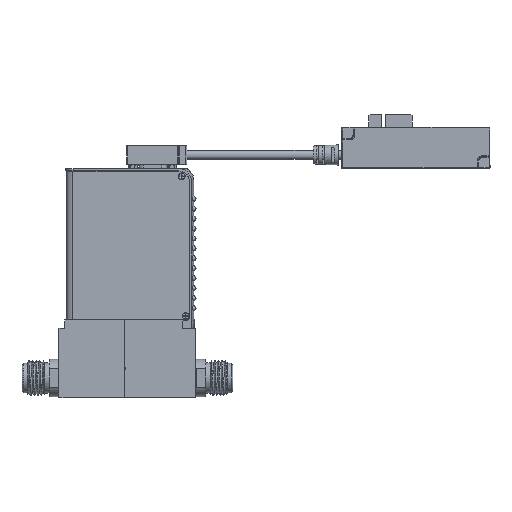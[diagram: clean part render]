
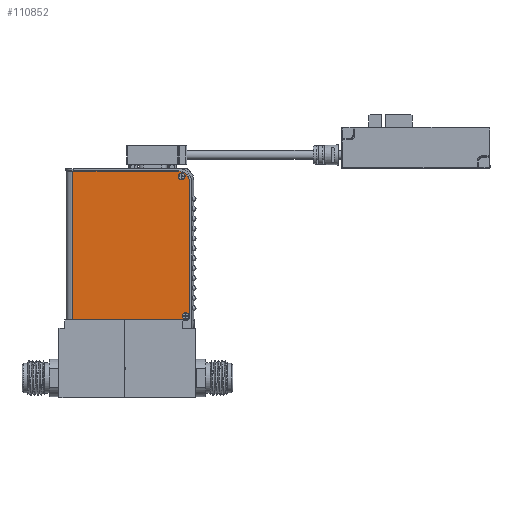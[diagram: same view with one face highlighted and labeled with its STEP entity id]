
A CAD part, left-side view. The second image highlights one B-rep face of the part: STEP entity #110852.
In plain terms, the highlighted planar face has unit normal (-1, 0, 0).
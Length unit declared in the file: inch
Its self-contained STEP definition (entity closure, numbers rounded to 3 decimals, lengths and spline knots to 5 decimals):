
#350 = DIRECTION ( 'NONE',  ( 0., 0., 1. ) ) ;
#717 = ORIENTED_EDGE ( 'NONE', *, *, #138027, .T. ) ;
#3051 = CARTESIAN_POINT ( 'NONE',  ( 0.18, 0.15259, 5.646 ) ) ;
#3516 = CARTESIAN_POINT ( 'NONE',  ( 0.18, 0.23259, 5.419 ) ) ;
#4085 = VERTEX_POINT ( 'NONE', #87009 ) ;
#8395 = DIRECTION ( 'NONE',  ( 0., 1., 0. ) ) ;
#10404 = ORIENTED_EDGE ( 'NONE', *, *, #62410, .F. ) ;
#10708 = VERTEX_POINT ( 'NONE', #54545 ) ;
#16632 = DIRECTION ( 'NONE',  ( 0., 1., 0. ) ) ;
#19000 = DIRECTION ( 'NONE',  ( 0., 1., 0. ) ) ;
#19066 = CARTESIAN_POINT ( 'NONE',  ( 0.18, 2.88159, 5.689 ) ) ;
#21180 = CARTESIAN_POINT ( 'NONE',  ( 0.18, 0.02559, 2.021 ) ) ;
#23631 = VECTOR ( 'NONE', #95247, 39.37008 ) ;
#23760 = DIRECTION ( 'NONE',  ( -1., 0., 0. ) ) ;
#25264 = DIRECTION ( 'NONE',  ( -1., 0., 0. ) ) ;
#25785 = EDGE_CURVE ( 'NONE', #126640, #96176, #128122, .T. ) ;
#26024 = AXIS2_PLACEMENT_3D ( 'NONE', #107067, #41185, #96836 ) ;
#26573 = ORIENTED_EDGE ( 'NONE', *, *, #142153, .F. ) ;
#28135 = CIRCLE ( 'NONE', #39881, 0.086 ) ;
#29131 = AXIS2_PLACEMENT_3D ( 'NONE', #58266, #25264, #350 ) ;
#31632 = DIRECTION ( 'NONE',  ( 0., 0., -1. ) ) ;
#32646 = CARTESIAN_POINT ( 'NONE',  ( 0.18, 0.15259, 5.56 ) ) ;
#33775 = CARTESIAN_POINT ( 'NONE',  ( 0.18, 0.02559, 1.958 ) ) ;
#35361 = EDGE_CURVE ( 'NONE', #114222, #68999, #129973, .T. ) ;
#36964 = DIRECTION ( 'NONE',  ( 0., 0., 1. ) ) ;
#38384 = ORIENTED_EDGE ( 'NONE', *, *, #35361, .T. ) ;
#39881 = AXIS2_PLACEMENT_3D ( 'NONE', #32646, #58286, #88953 ) ;
#41185 = DIRECTION ( 'NONE',  ( -1., 0., 0. ) ) ;
#41383 = VERTEX_POINT ( 'NONE', #89243 ) ;
#42313 = CARTESIAN_POINT ( 'NONE',  ( 0.18, 2.88159, 1.958 ) ) ;
#42860 = CIRCLE ( 'NONE', #136238, 0.063 ) ;
#43251 = DIRECTION ( 'NONE',  ( 0., -1., 0. ) ) ;
#48357 = AXIS2_PLACEMENT_3D ( 'NONE', #62822, #85418, #16632 ) ;
#52255 = CARTESIAN_POINT ( 'NONE',  ( 0.18, 0.23259, 5.689 ) ) ;
#53238 = ORIENTED_EDGE ( 'NONE', *, *, #25785, .T. ) ;
#53513 = LINE ( 'NONE', #19066, #72255 ) ;
#54545 = CARTESIAN_POINT ( 'NONE',  ( 0.18, 0.15259, 5.474 ) ) ;
#57510 = VECTOR ( 'NONE', #31632, 39.37008 ) ;
#58266 = CARTESIAN_POINT ( 'NONE',  ( 0.18, 0.15259, 5.56 ) ) ;
#58286 = DIRECTION ( 'NONE',  ( -1., 0., 0. ) ) ;
#59231 = EDGE_LOOP ( 'NONE', ( #10404, #111006 ) ) ;
#61621 = CARTESIAN_POINT ( 'NONE',  ( 0.18, -0.03741, 2.021 ) ) ;
#62410 = EDGE_CURVE ( 'NONE', #4085, #41383, #103502, .T. ) ;
#62822 = CARTESIAN_POINT ( 'NONE',  ( 0.18, 2.88159, 5.689 ) ) ;
#66256 = CARTESIAN_POINT ( 'NONE',  ( 0.18, -0.03741, 5.689 ) ) ;
#66358 = CARTESIAN_POINT ( 'NONE',  ( 0.18, 2.88159, 1.958 ) ) ;
#68999 = VERTEX_POINT ( 'NONE', #52255 ) ;
#72255 = VECTOR ( 'NONE', #43251, 39.37008 ) ;
#72319 = FACE_BOUND ( 'NONE', #59231, .T. ) ;
#72932 = VERTEX_POINT ( 'NONE', #76001 ) ;
#73556 = CIRCLE ( 'NONE', #29131, 0.086 ) ;
#76001 = CARTESIAN_POINT ( 'NONE',  ( 0.18, 2.88159, 5.689 ) ) ;
#76296 = LINE ( 'NONE', #109955, #57510 ) ;
#85096 = EDGE_LOOP ( 'NONE', ( #53238, #119572, #105748, #38384, #26573, #717 ) ) ;
#85418 = DIRECTION ( 'NONE',  ( 1., 0., 0. ) ) ;
#87009 = CARTESIAN_POINT ( 'NONE',  ( 0.18, 0.05059, 2.142 ) ) ;
#88953 = DIRECTION ( 'NONE',  ( 0., 0., 1. ) ) ;
#89243 = CARTESIAN_POINT ( 'NONE',  ( 0.18, 0.05059, 1.97 ) ) ;
#89682 = EDGE_CURVE ( 'NONE', #41383, #4085, #131209, .T. ) ;
#90647 = ORIENTED_EDGE ( 'NONE', *, *, #136015, .F. ) ;
#91479 = AXIS2_PLACEMENT_3D ( 'NONE', #91834, #23760, #36964 ) ;
#91834 = CARTESIAN_POINT ( 'NONE',  ( 0.18, 0.05059, 2.056 ) ) ;
#95247 = DIRECTION ( 'NONE',  ( 0., -1., 0. ) ) ;
#95735 = FACE_OUTER_BOUND ( 'NONE', #85096, .T. ) ;
#96176 = VERTEX_POINT ( 'NONE', #33775 ) ;
#96836 = DIRECTION ( 'NONE',  ( 0., 0., 1. ) ) ;
#98786 = DIRECTION ( 'NONE',  ( -1., 0., 0. ) ) ;
#101337 = LINE ( 'NONE', #66256, #110069 ) ;
#102353 = VERTEX_POINT ( 'NONE', #3051 ) ;
#103502 = CIRCLE ( 'NONE', #91479, 0.086 ) ;
#105002 = ORIENTED_EDGE ( 'NONE', *, *, #120559, .F. ) ;
#105748 = ORIENTED_EDGE ( 'NONE', *, *, #120759, .F. ) ;
#107067 = CARTESIAN_POINT ( 'NONE',  ( 0.18, 0.05059, 2.056 ) ) ;
#109708 = VERTEX_POINT ( 'NONE', #61621 ) ;
#109955 = CARTESIAN_POINT ( 'NONE',  ( 0.18, 2.88159, 5.689 ) ) ;
#110069 = VECTOR ( 'NONE', #110888, 39.37008 ) ;
#110852 = ADVANCED_FACE ( 'NONE', ( #95735, #140362, #72319 ), #138899, .F. ) ;
#110888 = DIRECTION ( 'NONE',  ( 0., 0., -1. ) ) ;
#111006 = ORIENTED_EDGE ( 'NONE', *, *, #89682, .F. ) ;
#114222 = VERTEX_POINT ( 'NONE', #137947 ) ;
#117188 = EDGE_CURVE ( 'NONE', #96176, #109708, #42860, .T. ) ;
#117530 = DIRECTION ( 'NONE',  ( -1., 0., 0. ) ) ;
#119572 = ORIENTED_EDGE ( 'NONE', *, *, #117188, .T. ) ;
#120559 = EDGE_CURVE ( 'NONE', #102353, #10708, #28135, .T. ) ;
#120759 = EDGE_CURVE ( 'NONE', #114222, #109708, #101337, .T. ) ;
#120798 = EDGE_LOOP ( 'NONE', ( #105002, #90647 ) ) ;
#126640 = VERTEX_POINT ( 'NONE', #66358 ) ;
#128122 = LINE ( 'NONE', #42313, #23631 ) ;
#129973 = CIRCLE ( 'NONE', #144116, 0.27 ) ;
#131209 = CIRCLE ( 'NONE', #26024, 0.086 ) ;
#136015 = EDGE_CURVE ( 'NONE', #10708, #102353, #73556, .T. ) ;
#136238 = AXIS2_PLACEMENT_3D ( 'NONE', #21180, #98786, #19000 ) ;
#137947 = CARTESIAN_POINT ( 'NONE',  ( 0.18, -0.03741, 5.419 ) ) ;
#138027 = EDGE_CURVE ( 'NONE', #72932, #126640, #76296, .T. ) ;
#138899 = PLANE ( 'NONE',  #48357 ) ;
#140362 = FACE_BOUND ( 'NONE', #120798, .T. ) ;
#142153 = EDGE_CURVE ( 'NONE', #72932, #68999, #53513, .T. ) ;
#144116 = AXIS2_PLACEMENT_3D ( 'NONE', #3516, #117530, #8395 ) ;
